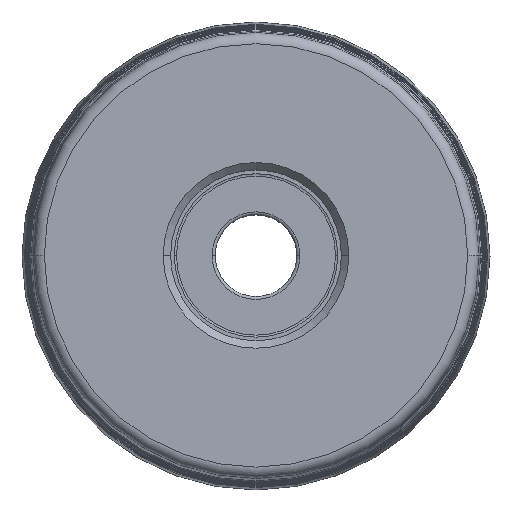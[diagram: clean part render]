
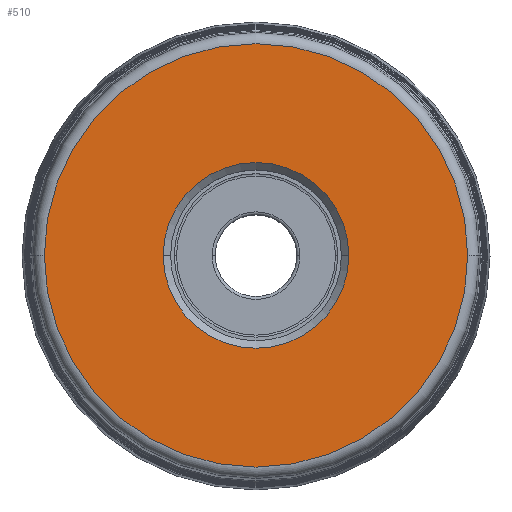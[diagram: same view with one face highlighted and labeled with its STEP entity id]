
A CAD part, top view. The second image highlights one B-rep face of the part: STEP entity #510.
In plain terms, the highlighted planar face has unit normal (0, 0, 1).
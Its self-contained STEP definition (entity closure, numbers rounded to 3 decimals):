
#44=PLANE('',#3686);
#52=FACE_BOUND('',#952,.T.);
#53=FACE_BOUND('',#953,.T.);
#510=ADVANCED_FACE('',(#52,#53),#44,.F.);
#952=EDGE_LOOP('',(#1670,#1671));
#953=EDGE_LOOP('',(#1672,#1673));
#1670=ORIENTED_EDGE('',*,*,#2363,.T.);
#1671=ORIENTED_EDGE('',*,*,#2362,.T.);
#1672=ORIENTED_EDGE('',*,*,#2364,.T.);
#1673=ORIENTED_EDGE('',*,*,#2365,.T.);
#1982=VERTEX_POINT('',#7401);
#1983=VERTEX_POINT('',#7403);
#1984=VERTEX_POINT('',#7408);
#1985=VERTEX_POINT('',#7409);
#2362=EDGE_CURVE('',#1982,#1983,#2923,.T.);
#2363=EDGE_CURVE('',#1983,#1982,#2924,.T.);
#2364=EDGE_CURVE('',#1984,#1985,#2925,.T.);
#2365=EDGE_CURVE('',#1985,#1984,#2926,.T.);
#2923=CIRCLE('',#3681,28.5);
#2924=CIRCLE('',#3683,28.5);
#2925=CIRCLE('',#3684,12.5);
#2926=CIRCLE('',#3685,12.5);
#3681=AXIS2_PLACEMENT_3D('',#7404,#4426,#4427);
#3683=AXIS2_PLACEMENT_3D('',#7406,#4430,#4431);
#3684=AXIS2_PLACEMENT_3D('',#7407,#4432,#4433);
#3685=AXIS2_PLACEMENT_3D('',#7410,#4434,#4435);
#3686=AXIS2_PLACEMENT_3D('',#7411,#4436,#4437);
#4426=DIRECTION('',(0.,0.,1.));
#4427=DIRECTION('',(-1.,0.,0.));
#4430=DIRECTION('',(0.,0.,1.));
#4431=DIRECTION('',(1.,0.,0.));
#4432=DIRECTION('',(0.,0.,-1.));
#4433=DIRECTION('',(1.,0.,0.));
#4434=DIRECTION('',(0.,0.,-1.));
#4435=DIRECTION('',(-1.,0.,0.));
#4436=DIRECTION('',(0.,0.,-1.));
#4437=DIRECTION('',(-1.,0.,0.));
#7401=CARTESIAN_POINT('',(-28.5,0.,0.));
#7403=CARTESIAN_POINT('',(28.5,0.,0.));
#7404=CARTESIAN_POINT('',(0.,0.,0.));
#7406=CARTESIAN_POINT('',(0.,0.,0.));
#7407=CARTESIAN_POINT('',(0.,0.,0.));
#7408=CARTESIAN_POINT('',(12.5,0.,0.));
#7409=CARTESIAN_POINT('',(-12.5,0.,0.));
#7410=CARTESIAN_POINT('',(0.,0.,0.));
#7411=CARTESIAN_POINT('',(0.,0.,0.));
